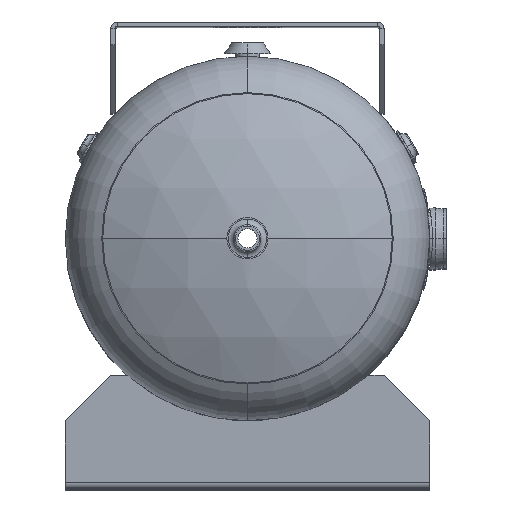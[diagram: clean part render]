
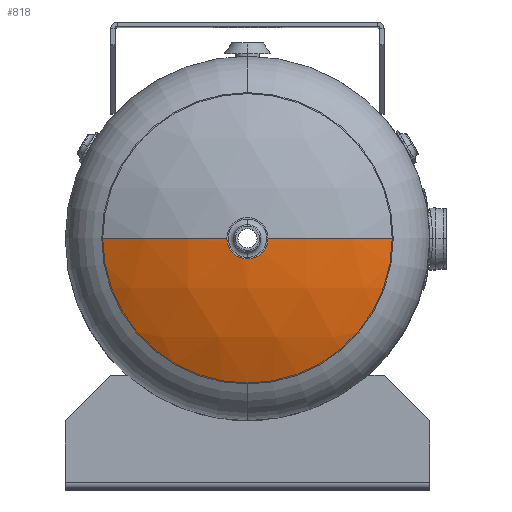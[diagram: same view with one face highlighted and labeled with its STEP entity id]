
A CAD part, top view. The second image highlights one B-rep face of the part: STEP entity #818.
In plain terms, the highlighted spherical face has radius 365.76 mm.
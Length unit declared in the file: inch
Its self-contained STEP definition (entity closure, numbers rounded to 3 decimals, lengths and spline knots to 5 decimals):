
#250 = ORIENTED_EDGE ( 'NONE', *, *, #4888, .F. ) ;
#255 = ORIENTED_EDGE ( 'NONE', *, *, #4885, .F. ) ;
#257 = ORIENTED_EDGE ( 'NONE', *, *, #4887, .F. ) ;
#258 = ORIENTED_EDGE ( 'NONE', *, *, #4886, .F. ) ;
#260 = ORIENTED_EDGE ( 'NONE', *, *, #4884, .T. ) ;
#818 = ADVANCED_FACE ( 'NONE', ( #1147 ), #1151, .T. ) ;
#1147 = FACE_OUTER_BOUND ( 'NONE', #1361, .T. ) ;
#1151 = SPHERICAL_SURFACE ( 'NONE', #6156, 14.4 ) ;
#1361 = EDGE_LOOP ( 'NONE', ( #255, #260, #258, #257, #250 ) ) ;
#2941 = AXIS2_PLACEMENT_3D ( 'NONE', #7840, #7841, #7842 ) ;
#2942 = AXIS2_PLACEMENT_3D ( 'NONE', #7843, #7844, #7845 ) ;
#2943 = AXIS2_PLACEMENT_3D ( 'NONE', #7846, #7847, #7848 ) ;
#2944 = AXIS2_PLACEMENT_3D ( 'NONE', #7849, #7850, #7851 ) ;
#2945 = AXIS2_PLACEMENT_3D ( 'NONE', #7852, #7853, #7854 ) ;
#4179 = CIRCLE ( 'NONE', #2941, 14.4 ) ;
#4185 = CIRCLE ( 'NONE', #2942, 0.6405 ) ;
#4186 = CIRCLE ( 'NONE', #2944, 6.4 ) ;
#4187 = CIRCLE ( 'NONE', #2943, 6.4 ) ;
#4188 = CIRCLE ( 'NONE', #2945, 14.4 ) ;
#4245 = VERTEX_POINT ( 'NONE', #9162 ) ;
#4265 = VERTEX_POINT ( 'NONE', #9182 ) ;
#4884 = EDGE_CURVE ( 'NONE', #11364, #11352, #4179, .T. ) ;
#4885 = EDGE_CURVE ( 'NONE', #11364, #11353, #4185, .T. ) ;
#4886 = EDGE_CURVE ( 'NONE', #4245, #11352, #4187, .T. ) ;
#4887 = EDGE_CURVE ( 'NONE', #4265, #4245, #4186, .T. ) ;
#4888 = EDGE_CURVE ( 'NONE', #11353, #4265, #4188, .T. ) ;
#6156 = AXIS2_PLACEMENT_3D ( 'NONE', #11986, #11984, #11989 ) ;
#7840 = CARTESIAN_POINT ( 'NONE',  ( 0., 0., 4.6 ) ) ;
#7841 = DIRECTION ( 'NONE',  ( 0., -1., 0. ) ) ;
#7842 = DIRECTION ( 'NONE',  ( 1., 0., 0. ) ) ;
#7843 = CARTESIAN_POINT ( 'NONE',  ( 0., 0., 18.98575 ) ) ;
#7844 = DIRECTION ( 'NONE',  ( 0., 0., 1. ) ) ;
#7845 = DIRECTION ( 'NONE',  ( -1., 0., 0. ) ) ;
#7846 = CARTESIAN_POINT ( 'NONE',  ( 0., 0., 17.49961 ) ) ;
#7847 = DIRECTION ( 'NONE',  ( 0., 0., -1. ) ) ;
#7848 = DIRECTION ( 'NONE',  ( 0., 1., 0. ) ) ;
#7849 = CARTESIAN_POINT ( 'NONE',  ( 0., 0., 17.49961 ) ) ;
#7850 = DIRECTION ( 'NONE',  ( 0., 0., -1. ) ) ;
#7851 = DIRECTION ( 'NONE',  ( 0., 1., 0. ) ) ;
#7852 = CARTESIAN_POINT ( 'NONE',  ( 0., 0., 4.6 ) ) ;
#7853 = DIRECTION ( 'NONE',  ( 0., 1., 0. ) ) ;
#7854 = DIRECTION ( 'NONE',  ( 0., 0., 1. ) ) ;
#9162 = CARTESIAN_POINT ( 'NONE',  ( 0., -6.4, 17.49961 ) ) ;
#9182 = CARTESIAN_POINT ( 'NONE',  ( 6.4, 0., 17.49961 ) ) ;
#11175 = CARTESIAN_POINT ( 'NONE',  ( -6.4, 0., 17.49961 ) ) ;
#11176 = CARTESIAN_POINT ( 'NONE',  ( 0.6405, 0., 18.98575 ) ) ;
#11187 = CARTESIAN_POINT ( 'NONE',  ( -0.6405, 0., 18.98575 ) ) ;
#11352 = VERTEX_POINT ( 'NONE', #11175 ) ;
#11353 = VERTEX_POINT ( 'NONE', #11176 ) ;
#11364 = VERTEX_POINT ( 'NONE', #11187 ) ;
#11984 = DIRECTION ( 'NONE',  ( 0., -1., 0. ) ) ;
#11986 = CARTESIAN_POINT ( 'NONE',  ( 0., 0., 4.6 ) ) ;
#11989 = DIRECTION ( 'NONE',  ( 1., 0., 0. ) ) ;
